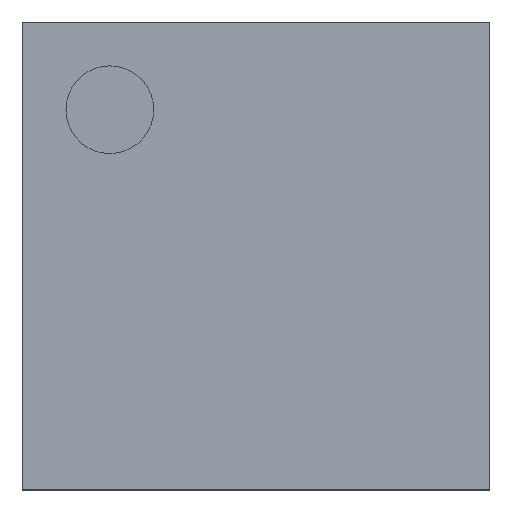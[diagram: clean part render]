
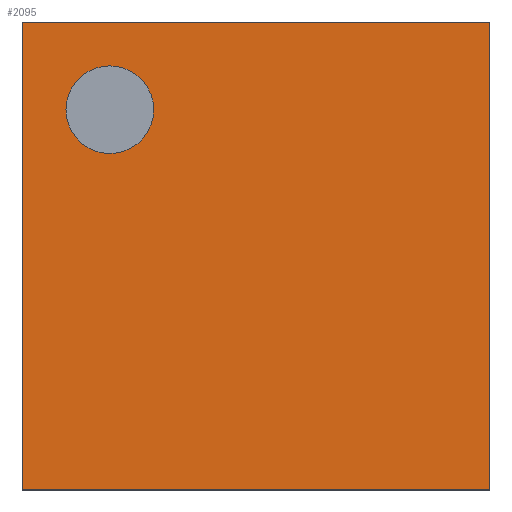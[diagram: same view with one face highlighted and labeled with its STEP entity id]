
A CAD part, top view. The second image highlights one B-rep face of the part: STEP entity #2095.
In plain terms, the highlighted planar face has unit normal (0, 0, 1).
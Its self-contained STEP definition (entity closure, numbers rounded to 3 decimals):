
#2 = FACE_BOUND ( 'NONE', #1969, .T. ) ;
#127 = CARTESIAN_POINT ( 'NONE',  ( -0.8, 0.8, 0.5 ) ) ;
#227 = DIRECTION ( 'NONE',  ( 0., -1., 0. ) ) ;
#304 = EDGE_CURVE ( 'NONE', #1152, #964, #2185, .T. ) ;
#326 = ORIENTED_EDGE ( 'NONE', *, *, #1432, .F. ) ;
#352 = CIRCLE ( 'NONE', #1097, 0.15 ) ;
#360 = ORIENTED_EDGE ( 'NONE', *, *, #673, .F. ) ;
#401 = VERTEX_POINT ( 'NONE', #127 ) ;
#414 = CARTESIAN_POINT ( 'NONE',  ( -0.35, 0.5, 0.5 ) ) ;
#502 = DIRECTION ( 'NONE',  ( 1., 0., 0. ) ) ;
#571 = CARTESIAN_POINT ( 'NONE',  ( 0., 0., 0.5 ) ) ;
#631 = CARTESIAN_POINT ( 'NONE',  ( -0.5, 0.5, 0.5 ) ) ;
#632 = VECTOR ( 'NONE', #1396, 1000. ) ;
#634 = CARTESIAN_POINT ( 'NONE',  ( 0.8, -0.8, 0.5 ) ) ;
#673 = EDGE_CURVE ( 'NONE', #1612, #954, #352, .T. ) ;
#680 = CARTESIAN_POINT ( 'NONE',  ( -0.8, 0.8, 0.5 ) ) ;
#768 = ORIENTED_EDGE ( 'NONE', *, *, #2184, .F. ) ;
#796 = VERTEX_POINT ( 'NONE', #1454 ) ;
#802 = AXIS2_PLACEMENT_3D ( 'NONE', #631, #1861, #2034 ) ;
#805 = DIRECTION ( 'NONE',  ( 1., 0., 0. ) ) ;
#904 = PLANE ( 'NONE',  #1142 ) ;
#954 = VERTEX_POINT ( 'NONE', #984 ) ;
#964 = VERTEX_POINT ( 'NONE', #1509 ) ;
#970 = LINE ( 'NONE', #2109, #632 ) ;
#984 = CARTESIAN_POINT ( 'NONE',  ( -0.65, 0.5, 0.5 ) ) ;
#1097 = AXIS2_PLACEMENT_3D ( 'NONE', #1162, #1321, #805 ) ;
#1140 = VECTOR ( 'NONE', #1355, 1000. ) ;
#1142 = AXIS2_PLACEMENT_3D ( 'NONE', #571, #1806, #2124 ) ;
#1152 = VERTEX_POINT ( 'NONE', #634 ) ;
#1162 = CARTESIAN_POINT ( 'NONE',  ( -0.5, 0.5, 0.5 ) ) ;
#1199 = ORIENTED_EDGE ( 'NONE', *, *, #1663, .F. ) ;
#1226 = EDGE_LOOP ( 'NONE', ( #326, #1670, #768, #1391 ) ) ;
#1240 = LINE ( 'NONE', #680, #2258 ) ;
#1300 = VECTOR ( 'NONE', #227, 1000. ) ;
#1321 = DIRECTION ( 'NONE',  ( 0., 0., 1. ) ) ;
#1355 = DIRECTION ( 'NONE',  ( -1., 0., 0. ) ) ;
#1391 = ORIENTED_EDGE ( 'NONE', *, *, #1492, .F. ) ;
#1396 = DIRECTION ( 'NONE',  ( 0., 1., 0. ) ) ;
#1432 = EDGE_CURVE ( 'NONE', #964, #401, #970, .T. ) ;
#1454 = CARTESIAN_POINT ( 'NONE',  ( 0.8, 0.8, 0.5 ) ) ;
#1492 = EDGE_CURVE ( 'NONE', #401, #796, #1240, .T. ) ;
#1509 = CARTESIAN_POINT ( 'NONE',  ( -0.8, -0.8, 0.5 ) ) ;
#1612 = VERTEX_POINT ( 'NONE', #414 ) ;
#1663 = EDGE_CURVE ( 'NONE', #954, #1612, #2010, .T. ) ;
#1670 = ORIENTED_EDGE ( 'NONE', *, *, #304, .F. ) ;
#1734 = FACE_OUTER_BOUND ( 'NONE', #1226, .T. ) ;
#1806 = DIRECTION ( 'NONE',  ( 0., 0., -1. ) ) ;
#1861 = DIRECTION ( 'NONE',  ( 0., 0., 1. ) ) ;
#1878 = CARTESIAN_POINT ( 'NONE',  ( 0.8, -0.8, 0.5 ) ) ;
#1969 = EDGE_LOOP ( 'NONE', ( #360, #1199 ) ) ;
#2006 = CARTESIAN_POINT ( 'NONE',  ( 0.8, 0.8, 0.5 ) ) ;
#2010 = CIRCLE ( 'NONE', #802, 0.15 ) ;
#2034 = DIRECTION ( 'NONE',  ( 1., 0., 0. ) ) ;
#2095 = ADVANCED_FACE ( 'NONE', ( #2, #1734 ), #904, .F. ) ;
#2109 = CARTESIAN_POINT ( 'NONE',  ( -0.8, -0.8, 0.5 ) ) ;
#2124 = DIRECTION ( 'NONE',  ( 0., -1., 0. ) ) ;
#2184 = EDGE_CURVE ( 'NONE', #796, #1152, #2307, .T. ) ;
#2185 = LINE ( 'NONE', #1878, #1140 ) ;
#2258 = VECTOR ( 'NONE', #502, 1000. ) ;
#2307 = LINE ( 'NONE', #2006, #1300 ) ;
